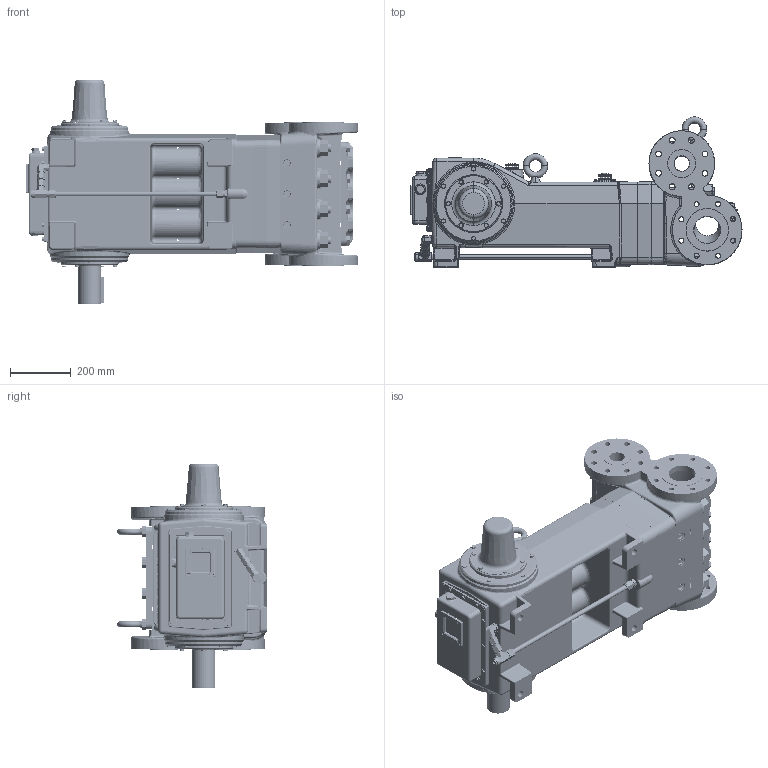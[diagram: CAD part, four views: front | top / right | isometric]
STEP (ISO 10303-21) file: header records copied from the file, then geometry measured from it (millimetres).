
FILE_DESCRIPTION (( 'STEP AP214' ), '1' );
FILE_NAME ('T100-LOW PRESSURE.STEP', '2018-02-12T20:15:44', ( '' ), ( '' ), 'SwSTEP 2.0', 'SolidWorks 2017', '' );
FILE_SCHEMA (( 'AUTOMOTIVE_DESIGN' ));
Length unit declared in the file: inch
Products named in the file (1): T100-LOW PRESSURE
Bounding box: 1092.16 x 493.9 x 739.39 mm (x, y, z)
Surface area: 3090737.5 mm2 (no closed solid volume)
Topology: 0 solids, 294 shells, 3279 faces, 15181 edges, 11764 vertices
Faces by surface type: plane 1100, cylinder 1010, bspline 470, cone 398, torus 208, sphere 93
Entity records: 248879 total; most frequent: CARTESIAN_POINT 96231, ORIENTED_EDGE 20910, DIRECTION 20060, EDGE_CURVE 15111, VERTEX_POINT 11748, LINE 6700, VECTOR 6700, AXIS2_PLACEMENT_3D 6680
